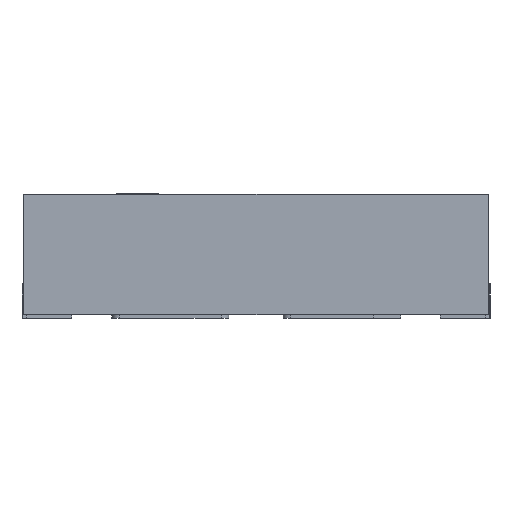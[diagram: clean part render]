
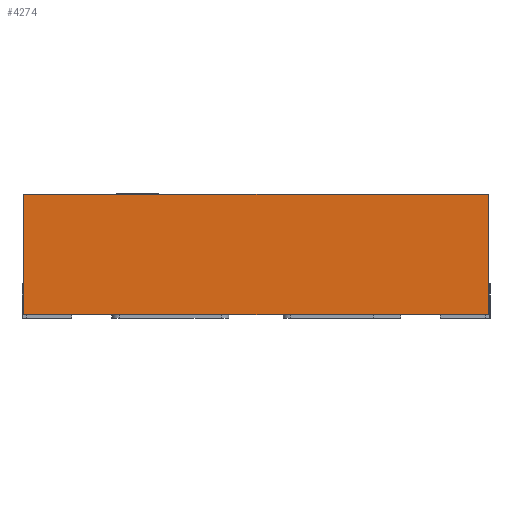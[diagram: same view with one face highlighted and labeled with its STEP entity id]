
A CAD part, left-side view. The second image highlights one B-rep face of the part: STEP entity #4274.
In plain terms, the highlighted planar face has unit normal (-1, 0, 0).
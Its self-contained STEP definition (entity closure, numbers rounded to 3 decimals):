
#521 = CARTESIAN_POINT ( 'NONE',  ( -1.5, -1.5, 0.78 ) ) ;
#1857 = PLANE ( 'NONE',  #5998 ) ;
#2512 = CARTESIAN_POINT ( 'NONE',  ( -1.5, 1.5, 0.78 ) ) ;
#2841 = ORIENTED_EDGE ( 'NONE', *, *, #3109, .T. ) ;
#3109 = EDGE_CURVE ( 'NONE', #4290, #7302, #16789, .T. ) ;
#3262 = FACE_OUTER_BOUND ( 'NONE', #7809, .T. ) ;
#3355 = EDGE_CURVE ( 'NONE', #13132, #4290, #3420, .T. ) ;
#3361 = CARTESIAN_POINT ( 'NONE',  ( -1.5, 1.5, 0. ) ) ;
#3420 = LINE ( 'NONE', #8792, #11224 ) ;
#4274 = ADVANCED_FACE ( 'NONE', ( #3262 ), #1857, .F. ) ;
#4290 = VERTEX_POINT ( 'NONE', #12514 ) ;
#4369 = EDGE_CURVE ( 'NONE', #6371, #7302, #17204, .T. ) ;
#4743 = DIRECTION ( 'NONE',  ( 0., -1., 0. ) ) ;
#5929 = CARTESIAN_POINT ( 'NONE',  ( -1.5, 1.5, 0.78 ) ) ;
#5998 = AXIS2_PLACEMENT_3D ( 'NONE', #5929, #16596, #9930 ) ;
#6371 = VERTEX_POINT ( 'NONE', #521 ) ;
#6541 = EDGE_CURVE ( 'NONE', #13132, #6371, #16831, .T. ) ;
#7302 = VERTEX_POINT ( 'NONE', #14537 ) ;
#7809 = EDGE_LOOP ( 'NONE', ( #2841, #17161, #14011, #17038 ) ) ;
#8792 = CARTESIAN_POINT ( 'NONE',  ( -1.5, 1.5, 0.78 ) ) ;
#8853 = DIRECTION ( 'NONE',  ( 0., -1., 0. ) ) ;
#9057 = CARTESIAN_POINT ( 'NONE',  ( -1.5, -1.5, 0.78 ) ) ;
#9847 = VECTOR ( 'NONE', #4743, 1000. ) ;
#9930 = DIRECTION ( 'NONE',  ( 0., 1., 0. ) ) ;
#10330 = CARTESIAN_POINT ( 'NONE',  ( -1.5, 1.5, 0.78 ) ) ;
#10613 = VECTOR ( 'NONE', #8853, 1000. ) ;
#11224 = VECTOR ( 'NONE', #13823, 1000. ) ;
#12514 = CARTESIAN_POINT ( 'NONE',  ( -1.5, 1.5, 0. ) ) ;
#12866 = DIRECTION ( 'NONE',  ( 0., 0., -1. ) ) ;
#13132 = VERTEX_POINT ( 'NONE', #10330 ) ;
#13823 = DIRECTION ( 'NONE',  ( 0., 0., -1. ) ) ;
#14011 = ORIENTED_EDGE ( 'NONE', *, *, #6541, .F. ) ;
#14322 = VECTOR ( 'NONE', #12866, 1000. ) ;
#14537 = CARTESIAN_POINT ( 'NONE',  ( -1.5, -1.5, 0. ) ) ;
#16596 = DIRECTION ( 'NONE',  ( 1., 0., 0. ) ) ;
#16789 = LINE ( 'NONE', #3361, #9847 ) ;
#16831 = LINE ( 'NONE', #2512, #10613 ) ;
#17038 = ORIENTED_EDGE ( 'NONE', *, *, #3355, .T. ) ;
#17161 = ORIENTED_EDGE ( 'NONE', *, *, #4369, .F. ) ;
#17204 = LINE ( 'NONE', #9057, #14322 ) ;
